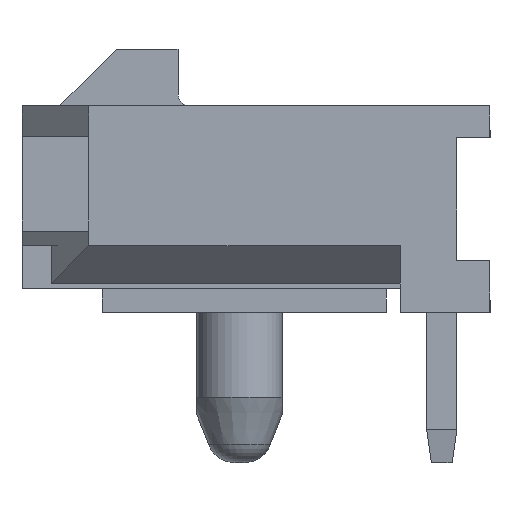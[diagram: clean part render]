
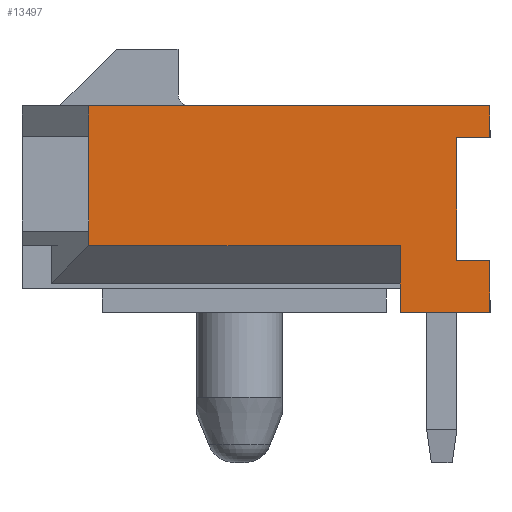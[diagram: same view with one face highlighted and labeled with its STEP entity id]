
A CAD part, left-side view. The second image highlights one B-rep face of the part: STEP entity #13497.
In plain terms, the highlighted face is planar.
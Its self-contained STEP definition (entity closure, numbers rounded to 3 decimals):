
#1144=ORIENTED_EDGE('',*,*,#3533,.T.);
#1145=ORIENTED_EDGE('',*,*,#3530,.T.);
#1146=ORIENTED_EDGE('',*,*,#3527,.T.);
#1147=ORIENTED_EDGE('',*,*,#3697,.F.);
#1148=ORIENTED_EDGE('',*,*,#3700,.F.);
#1149=ORIENTED_EDGE('',*,*,#3649,.F.);
#1150=ORIENTED_EDGE('',*,*,#3661,.T.);
#1151=ORIENTED_EDGE('',*,*,#3654,.F.);
#1152=ORIENTED_EDGE('',*,*,#3598,.F.);
#1153=ORIENTED_EDGE('',*,*,#3665,.T.);
#1154=ORIENTED_EDGE('',*,*,#3675,.F.);
#1155=ORIENTED_EDGE('',*,*,#3699,.F.);
#3527=EDGE_CURVE('',#4802,#4801,#5771,.T.);
#3530=EDGE_CURVE('',#4804,#4802,#5774,.T.);
#3533=EDGE_CURVE('',#4806,#4804,#5777,.T.);
#3598=EDGE_CURVE('',#4852,#4853,#5842,.T.);
#3649=EDGE_CURVE('',#4870,#4887,#5891,.T.);
#3654=EDGE_CURVE('',#4853,#4866,#5896,.T.);
#3661=EDGE_CURVE('',#4870,#4866,#5903,.T.);
#3665=EDGE_CURVE('',#4852,#4894,#5907,.T.);
#3675=EDGE_CURVE('',#4901,#4894,#5917,.T.);
#3697=EDGE_CURVE('',#4910,#4801,#5939,.T.);
#3699=EDGE_CURVE('',#4806,#4901,#5941,.T.);
#3700=EDGE_CURVE('',#4887,#4910,#5942,.T.);
#4801=VERTEX_POINT('',#18248);
#4802=VERTEX_POINT('',#18250);
#4804=VERTEX_POINT('',#18256);
#4806=VERTEX_POINT('',#18262);
#4852=VERTEX_POINT('',#18389);
#4853=VERTEX_POINT('',#18391);
#4866=VERTEX_POINT('',#18429);
#4870=VERTEX_POINT('',#18437);
#4887=VERTEX_POINT('',#18490);
#4894=VERTEX_POINT('',#18518);
#4901=VERTEX_POINT('',#18538);
#4910=VERTEX_POINT('',#18577);
#5771=LINE('',#18249,#7127);
#5774=LINE('',#18255,#7130);
#5777=LINE('',#18261,#7133);
#5842=LINE('',#18390,#7198);
#5891=LINE('',#18489,#7247);
#5896=LINE('',#18499,#7252);
#5903=LINE('',#18511,#7259);
#5907=LINE('',#18519,#7263);
#5917=LINE('',#18539,#7273);
#5939=LINE('',#18576,#7295);
#5941=LINE('',#18580,#7297);
#5942=LINE('',#18582,#7298);
#7127=VECTOR('',#15420,1000.);
#7130=VECTOR('',#15425,1000.);
#7133=VECTOR('',#15430,1000.);
#7198=VECTOR('',#15529,1000.);
#7247=VECTOR('',#15610,1000.);
#7252=VECTOR('',#15619,1000.);
#7259=VECTOR('',#15632,1000.);
#7263=VECTOR('',#15638,1000.);
#7273=VECTOR('',#15654,1000.);
#7295=VECTOR('',#15690,1000.);
#7297=VECTOR('',#15694,1000.);
#7298=VECTOR('',#15697,1000.);
#8112=EDGE_LOOP('',(#1144,#1145,#1146,#1147,#1148,#1149,#1150,#1151,#1152,
#1153,#1154,#1155));
#8672=FACE_BOUND('',#8112,.T.);
#9227=PLANE('',#14077);
#13497=ADVANCED_FACE('',(#8672),#9227,.F.);
#14077=AXIS2_PLACEMENT_3D('',#18581,#15695,#15696);
#15420=DIRECTION('',(0.,1.,0.));
#15425=DIRECTION('',(0.,0.,1.));
#15430=DIRECTION('',(0.,-1.,0.));
#15529=DIRECTION('',(0.,-1.,0.));
#15610=DIRECTION('',(0.,0.,1.));
#15619=DIRECTION('',(0.,0.,1.));
#15632=DIRECTION('',(0.,0.,-1.));
#15638=DIRECTION('',(0.,0.,-1.));
#15654=DIRECTION('',(0.,-1.,0.));
#15690=DIRECTION('',(0.,0.,-1.));
#15694=DIRECTION('',(0.,0.,-1.));
#15695=DIRECTION('',(-1.,0.,0.));
#15696=DIRECTION('',(0.,0.,1.));
#15697=DIRECTION('',(0.,1.,0.));
#18248=CARTESIAN_POINT('',(18.325,4.95,1.515));
#18249=CARTESIAN_POINT('',(18.325,4.25,1.515));
#18250=CARTESIAN_POINT('',(18.325,4.25,1.515));
#18255=CARTESIAN_POINT('',(18.325,4.25,-1.085));
#18256=CARTESIAN_POINT('',(18.325,4.25,-1.085));
#18261=CARTESIAN_POINT('',(18.325,4.95,-1.085));
#18262=CARTESIAN_POINT('',(18.325,4.95,-1.085));
#18389=CARTESIAN_POINT('',(18.325,3.05,-0.771));
#18390=CARTESIAN_POINT('',(18.325,3.05,-0.771));
#18391=CARTESIAN_POINT('',(18.325,-3.536,-0.771));
#18429=CARTESIAN_POINT('',(18.325,-3.536,-0.465));
#18437=CARTESIAN_POINT('',(18.325,-3.536,1.535));
#18489=CARTESIAN_POINT('',(18.325,-3.536,0.));
#18490=CARTESIAN_POINT('',(18.325,-3.536,2.185));
#18499=CARTESIAN_POINT('',(18.325,-3.536,0.));
#18511=CARTESIAN_POINT('',(18.325,-3.536,1.535));
#18518=CARTESIAN_POINT('',(18.325,3.05,-2.185));
#18519=CARTESIAN_POINT('',(18.325,3.05,-2.185));
#18538=CARTESIAN_POINT('',(18.325,4.95,-2.185));
#18539=CARTESIAN_POINT('',(18.325,4.95,-2.185));
#18576=CARTESIAN_POINT('',(18.325,4.95,2.185));
#18577=CARTESIAN_POINT('',(18.325,4.95,2.185));
#18580=CARTESIAN_POINT('',(18.325,4.95,2.185));
#18581=CARTESIAN_POINT('',(18.325,0.,0.));
#18582=CARTESIAN_POINT('',(18.325,-4.95,2.185));
